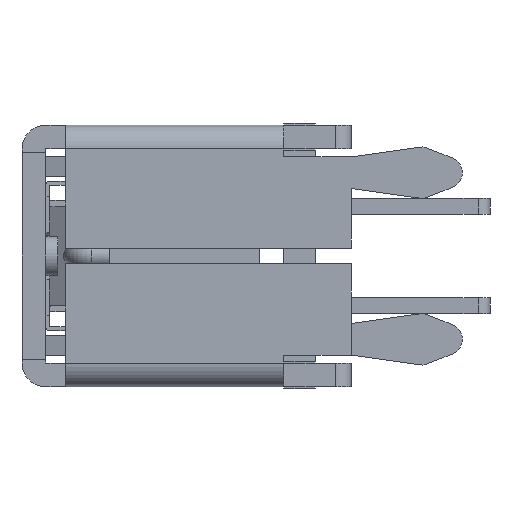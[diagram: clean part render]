
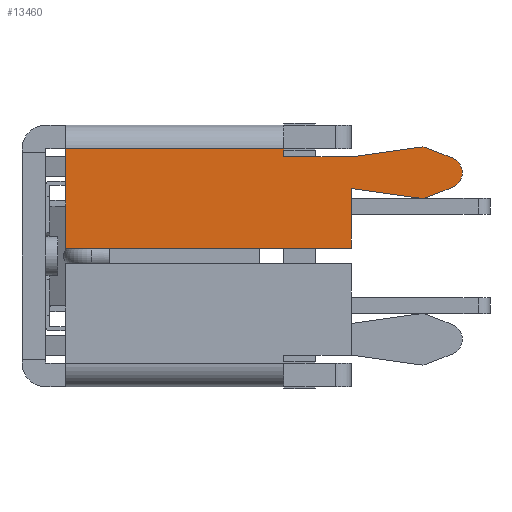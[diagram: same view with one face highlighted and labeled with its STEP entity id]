
A CAD part, left-side view. The second image highlights one B-rep face of the part: STEP entity #13460.
In plain terms, the highlighted planar face has unit normal (-1, 0, 0).
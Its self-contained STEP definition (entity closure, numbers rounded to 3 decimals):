
#1613=LINE('',#21855,#3252);
#1614=LINE('',#21859,#3253);
#1615=LINE('',#21861,#3254);
#1616=LINE('',#21863,#3255);
#1617=LINE('',#21865,#3256);
#1618=LINE('',#21869,#3257);
#1619=LINE('',#21873,#3258);
#1620=LINE('',#21877,#3259);
#1621=LINE('',#21879,#3260);
#1622=LINE('',#21880,#3261);
#3252=VECTOR('',#17222,5.5);
#3253=VECTOR('',#17227,2.5);
#3254=VECTOR('',#17228,7.2);
#3255=VECTOR('',#17229,1.5);
#3256=VECTOR('',#17230,1.79);
#3257=VECTOR('',#17233,0.723);
#3258=VECTOR('',#17236,0.723);
#3259=VECTOR('',#17239,1.79);
#3260=VECTOR('',#17240,1.7);
#3261=VECTOR('',#17241,0.2);
#4560=FACE_OUTER_BOUND('',#5243,.T.);
#5243=EDGE_LOOP('',(#11681,#11682,#11683,#11684,#11685,#11686,#11687,#11688,
#11689,#11690,#11691,#11692,#11693));
#5584=CIRCLE('',#14300,0.2);
#5585=CIRCLE('',#14301,0.4);
#5586=CIRCLE('',#14302,0.2);
#6758=VERTEX_POINT('',#21852);
#6759=VERTEX_POINT('',#21854);
#6760=VERTEX_POINT('',#21858);
#6761=VERTEX_POINT('',#21860);
#6762=VERTEX_POINT('',#21862);
#6763=VERTEX_POINT('',#21864);
#6764=VERTEX_POINT('',#21866);
#6765=VERTEX_POINT('',#21868);
#6766=VERTEX_POINT('',#21870);
#6767=VERTEX_POINT('',#21872);
#6768=VERTEX_POINT('',#21874);
#6769=VERTEX_POINT('',#21876);
#6770=VERTEX_POINT('',#21878);
#8490=EDGE_CURVE('',#6758,#6759,#1613,.T.);
#8492=EDGE_CURVE('',#6758,#6760,#1614,.T.);
#8493=EDGE_CURVE('',#6760,#6761,#1615,.T.);
#8494=EDGE_CURVE('',#6761,#6762,#1616,.T.);
#8495=EDGE_CURVE('',#6762,#6763,#1617,.T.);
#8496=EDGE_CURVE('',#6763,#6764,#5584,.T.);
#8497=EDGE_CURVE('',#6764,#6765,#1618,.T.);
#8498=EDGE_CURVE('',#6765,#6766,#5585,.T.);
#8499=EDGE_CURVE('',#6766,#6767,#1619,.T.);
#8500=EDGE_CURVE('',#6767,#6768,#5586,.T.);
#8501=EDGE_CURVE('',#6768,#6769,#1620,.T.);
#8502=EDGE_CURVE('',#6769,#6770,#1621,.T.);
#8503=EDGE_CURVE('',#6759,#6770,#1622,.T.);
#11681=ORIENTED_EDGE('',*,*,#8490,.F.);
#11682=ORIENTED_EDGE('',*,*,#8492,.T.);
#11683=ORIENTED_EDGE('',*,*,#8493,.T.);
#11684=ORIENTED_EDGE('',*,*,#8494,.T.);
#11685=ORIENTED_EDGE('',*,*,#8495,.T.);
#11686=ORIENTED_EDGE('',*,*,#8496,.T.);
#11687=ORIENTED_EDGE('',*,*,#8497,.T.);
#11688=ORIENTED_EDGE('',*,*,#8498,.T.);
#11689=ORIENTED_EDGE('',*,*,#8499,.T.);
#11690=ORIENTED_EDGE('',*,*,#8500,.T.);
#11691=ORIENTED_EDGE('',*,*,#8501,.T.);
#11692=ORIENTED_EDGE('',*,*,#8502,.T.);
#11693=ORIENTED_EDGE('',*,*,#8503,.F.);
#12848=PLANE('',#14299);
#13460=ADVANCED_FACE('',(#4560),#12848,.T.);
#14299=AXIS2_PLACEMENT_3D('',#21857,#17225,#17226);
#14300=AXIS2_PLACEMENT_3D('',#21867,#17231,#17232);
#14301=AXIS2_PLACEMENT_3D('',#21871,#17234,#17235);
#14302=AXIS2_PLACEMENT_3D('',#21875,#17237,#17238);
#17222=DIRECTION('',(0.,-1.,0.));
#17225=DIRECTION('center_axis',(-1.,0.,0.));
#17226=DIRECTION('ref_axis',(0.,0.,1.));
#17227=DIRECTION('',(0.,0.,-1.));
#17228=DIRECTION('',(0.,-1.,0.));
#17229=DIRECTION('',(0.,0.,1.));
#17230=DIRECTION('',(0.,-0.99,-0.139));
#17231=DIRECTION('center_axis',(-1.,0.,0.));
#17232=DIRECTION('ref_axis',(0.,0.139,-0.99));
#17233=DIRECTION('',(0.,-0.931,0.365));
#17234=DIRECTION('center_axis',(-1.,0.,0.));
#17235=DIRECTION('ref_axis',(0.,-0.365,-0.931));
#17236=DIRECTION('',(0.,0.931,0.365));
#17237=DIRECTION('center_axis',(-1.,0.,0.));
#17238=DIRECTION('ref_axis',(0.,-0.365,0.931));
#17239=DIRECTION('',(0.,0.99,-0.139));
#17240=DIRECTION('',(0.,1.,0.));
#17241=DIRECTION('',(0.,0.,-1.));
#21852=CARTESIAN_POINT('',(-6.05,5.7,4.15));
#21854=CARTESIAN_POINT('',(-6.05,0.2,4.15));
#21855=CARTESIAN_POINT('',(-6.05,5.7,4.15));
#21857=CARTESIAN_POINT('Origin',(-6.05,5.7,4.75));
#21858=CARTESIAN_POINT('',(-6.05,5.7,1.65));
#21859=CARTESIAN_POINT('',(-6.05,5.7,4.15));
#21860=CARTESIAN_POINT('',(-6.05,-1.5,1.65));
#21861=CARTESIAN_POINT('',(-6.05,5.7,1.65));
#21862=CARTESIAN_POINT('',(-6.05,-1.5,3.15));
#21863=CARTESIAN_POINT('',(-6.05,-1.5,1.65));
#21864=CARTESIAN_POINT('',(-6.05,-3.272,2.902));
#21865=CARTESIAN_POINT('',(-6.05,-1.5,3.15));
#21866=CARTESIAN_POINT('',(-6.05,-3.373,2.914));
#21867=CARTESIAN_POINT('Origin',(-6.05,-3.3,3.1));
#21868=CARTESIAN_POINT('',(-6.05,-4.046,3.178));
#21869=CARTESIAN_POINT('',(-6.05,-3.373,2.914));
#21870=CARTESIAN_POINT('',(-6.05,-4.046,3.922));
#21871=CARTESIAN_POINT('Origin',(-6.05,-3.9,3.55));
#21872=CARTESIAN_POINT('',(-6.05,-3.373,4.186));
#21873=CARTESIAN_POINT('',(-6.05,-4.046,3.922));
#21874=CARTESIAN_POINT('',(-6.05,-3.272,4.198));
#21875=CARTESIAN_POINT('Origin',(-6.05,-3.3,4.));
#21876=CARTESIAN_POINT('',(-6.05,-1.5,3.95));
#21877=CARTESIAN_POINT('',(-6.05,-3.272,4.198));
#21878=CARTESIAN_POINT('',(-6.05,0.2,3.95));
#21879=CARTESIAN_POINT('',(-6.05,-1.5,3.95));
#21880=CARTESIAN_POINT('',(-6.05,0.2,4.15));
